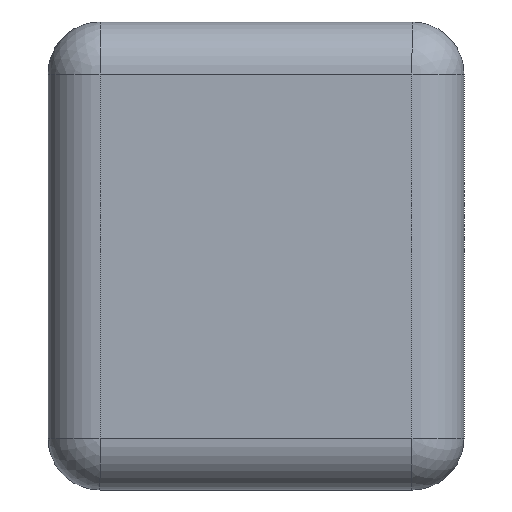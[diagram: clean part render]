
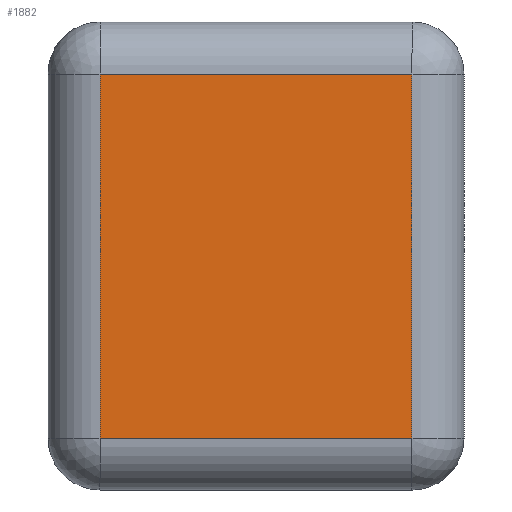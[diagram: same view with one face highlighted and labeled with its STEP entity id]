
A CAD part, left-side view. The second image highlights one B-rep face of the part: STEP entity #1882.
In plain terms, the highlighted planar face has unit normal (-1, 0, 0).
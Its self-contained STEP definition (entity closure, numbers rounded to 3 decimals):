
#54=PLANE('',#2036);
#152=LINE('',#2787,#379);
#156=LINE('',#2796,#383);
#161=LINE('',#2806,#388);
#163=LINE('',#2809,#390);
#379=VECTOR('',#2260,0.6);
#383=VECTOR('',#2270,0.7);
#388=VECTOR('',#2281,0.6);
#390=VECTOR('',#2285,0.7);
#637=FACE_OUTER_BOUND('',#750,.T.);
#750=EDGE_LOOP('',(#1439,#1440,#1441,#1442));
#892=VERTEX_POINT('',#2756);
#894=VERTEX_POINT('',#2761);
#898=VERTEX_POINT('',#2773);
#901=VERTEX_POINT('',#2780);
#1091=EDGE_CURVE('',#901,#894,#152,.T.);
#1096=EDGE_CURVE('',#898,#901,#156,.T.);
#1102=EDGE_CURVE('',#892,#898,#161,.T.);
#1104=EDGE_CURVE('',#894,#892,#163,.T.);
#1439=ORIENTED_EDGE('',*,*,#1091,.F.);
#1440=ORIENTED_EDGE('',*,*,#1096,.F.);
#1441=ORIENTED_EDGE('',*,*,#1102,.F.);
#1442=ORIENTED_EDGE('',*,*,#1104,.F.);
#1882=ADVANCED_FACE('',(#637),#54,.T.);
#2036=AXIS2_PLACEMENT_3D('',#2823,#2302,#2303);
#2260=DIRECTION('',(0.,1.,0.));
#2270=DIRECTION('',(0.,0.,-1.));
#2281=DIRECTION('',(0.,-1.,0.));
#2285=DIRECTION('',(0.,0.,1.));
#2302=DIRECTION('center_axis',(-1.,0.,0.));
#2303=DIRECTION('ref_axis',(0.,-1.,0.));
#2756=CARTESIAN_POINT('',(-0.8,0.3,0.8));
#2761=CARTESIAN_POINT('',(-0.8,0.3,0.1));
#2773=CARTESIAN_POINT('',(-0.8,-0.3,0.8));
#2780=CARTESIAN_POINT('',(-0.8,-0.3,0.1));
#2787=CARTESIAN_POINT('',(-0.8,0.2,0.1));
#2796=CARTESIAN_POINT('',(-0.8,-0.3,0.));
#2806=CARTESIAN_POINT('',(-0.8,0.2,0.8));
#2809=CARTESIAN_POINT('',(-0.8,0.3,0.));
#2823=CARTESIAN_POINT('Origin',(-0.8,0.4,0.));
